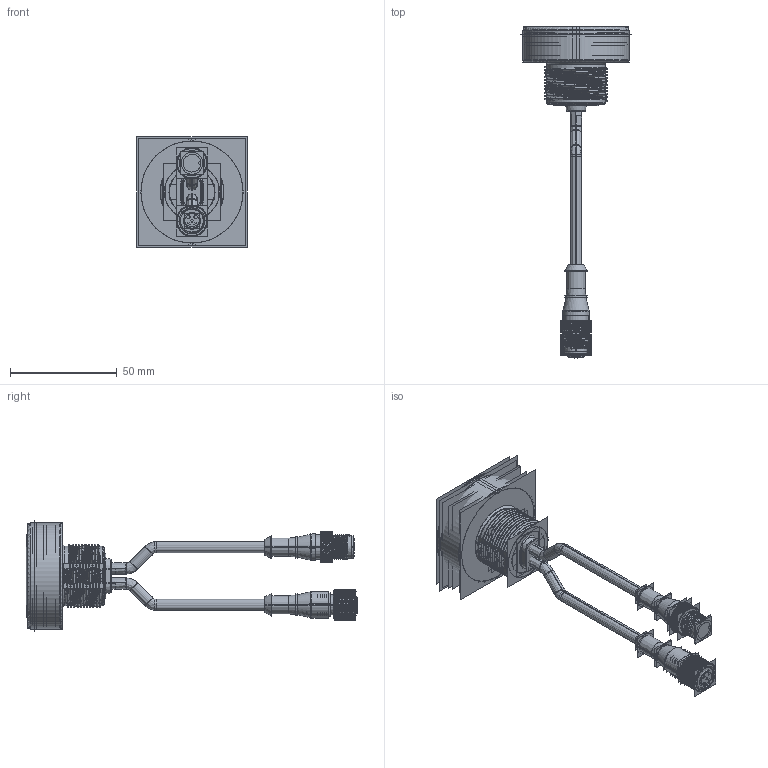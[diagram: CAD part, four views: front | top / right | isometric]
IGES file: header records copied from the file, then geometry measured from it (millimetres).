
Start section:  PTC IGES file: 212851.igs
Global section: file name: 212851.igs; native system: Creo Parametric by PTC Inc.; preprocessor: 2019292; author: PDMAdmin; organization: Unknown; date: 20200120.144043; units: millimetre
Bounding box: 52.03 x 155.68 x 52 mm (x, y, z)
Volume: 35096.4 mm3; surface area: 555807.1 mm2
Topology: 16 solids, 88 shells, 12306 faces, 54630 edges, 65176 vertices
Faces by surface type: bspline 9020, revolution 3286
